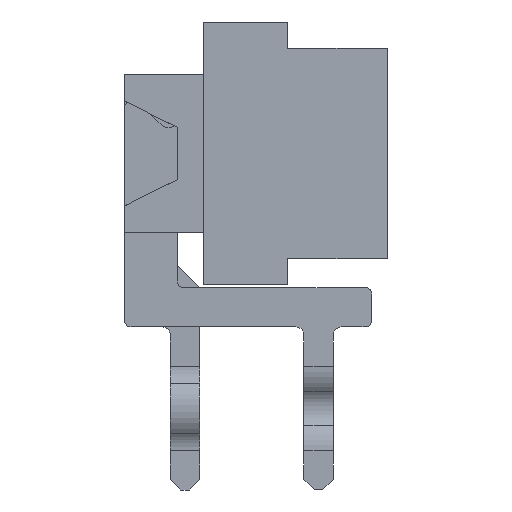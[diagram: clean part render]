
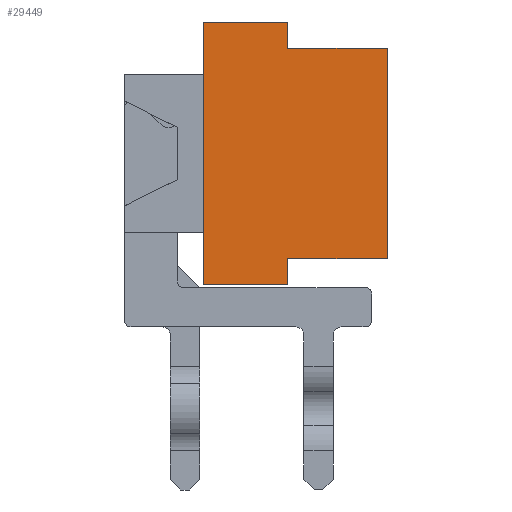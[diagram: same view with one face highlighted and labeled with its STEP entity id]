
A CAD part, front view. The second image highlights one B-rep face of the part: STEP entity #29449.
In plain terms, the highlighted face is planar.
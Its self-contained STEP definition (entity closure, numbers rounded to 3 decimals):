
#933=PLANE('',#31968);
#2967=LINE('',#45781,#6410);
#2978=LINE('',#45803,#6421);
#3518=LINE('',#46940,#6961);
#4114=LINE('',#48119,#7557);
#4120=LINE('',#48131,#7563);
#4126=LINE('',#48141,#7569);
#4130=LINE('',#48147,#7573);
#4131=LINE('',#48149,#7574);
#6410=VECTOR('',#37579,1000.);
#6421=VECTOR('',#37592,1000.);
#6961=VECTOR('',#38498,1000.);
#7557=VECTOR('',#39548,1000.);
#7563=VECTOR('',#39560,1000.);
#7569=VECTOR('',#39570,1000.);
#7573=VECTOR('',#39578,1000.);
#7574=VECTOR('',#39581,1000.);
#15323=ORIENTED_EDGE('',*,*,#20495,.T.);
#15324=ORIENTED_EDGE('',*,*,#20478,.F.);
#15325=ORIENTED_EDGE('',*,*,#20494,.F.);
#15326=ORIENTED_EDGE('',*,*,#19878,.F.);
#15327=ORIENTED_EDGE('',*,*,#19326,.F.);
#15328=ORIENTED_EDGE('',*,*,#19315,.T.);
#15329=ORIENTED_EDGE('',*,*,#20484,.F.);
#15330=ORIENTED_EDGE('',*,*,#20490,.T.);
#19315=EDGE_CURVE('',#22715,#22718,#2967,.T.);
#19326=EDGE_CURVE('',#22715,#22720,#2978,.T.);
#19878=EDGE_CURVE('',#22720,#23143,#3518,.T.);
#20478=EDGE_CURVE('',#23498,#23492,#4114,.T.);
#20484=EDGE_CURVE('',#23501,#22718,#4120,.T.);
#20490=EDGE_CURVE('',#23501,#23503,#4126,.T.);
#20494=EDGE_CURVE('',#23143,#23498,#4130,.T.);
#20495=EDGE_CURVE('',#23503,#23492,#4131,.T.);
#22715=VERTEX_POINT('',#45774);
#22718=VERTEX_POINT('',#45780);
#22720=VERTEX_POINT('',#45785);
#23143=VERTEX_POINT('',#46941);
#23492=VERTEX_POINT('',#48105);
#23498=VERTEX_POINT('',#48118);
#23501=VERTEX_POINT('',#48130);
#23503=VERTEX_POINT('',#48140);
#25927=EDGE_LOOP('',(#15323,#15324,#15325,#15326,#15327,#15328,#15329,#15330));
#27472=FACE_BOUND('',#25927,.T.);
#29449=ADVANCED_FACE('',(#27472),#933,.F.);
#31968=AXIS2_PLACEMENT_3D('',#48148,#39579,#39580);
#37579=DIRECTION('',(0.,0.,-1.));
#37592=DIRECTION('',(0.,1.,0.));
#38498=DIRECTION('',(0.,0.,-1.));
#39548=DIRECTION('',(0.,0.,-1.));
#39560=DIRECTION('',(0.,1.,0.));
#39570=DIRECTION('',(0.,0.,-1.));
#39578=DIRECTION('',(0.,1.,0.));
#39579=DIRECTION('',(-1.,0.,0.));
#39580=DIRECTION('',(0.,0.,1.));
#39581=DIRECTION('',(0.,1.,0.));
#45774=CARTESIAN_POINT('',(12.46,-2.,3.5));
#45780=CARTESIAN_POINT('',(12.46,-2.,1.6));
#45781=CARTESIAN_POINT('',(12.46,-2.,3.5));
#45785=CARTESIAN_POINT('',(12.46,2.,3.5));
#45803=CARTESIAN_POINT('',(12.46,-2.,3.5));
#46940=CARTESIAN_POINT('',(12.46,2.,3.5));
#46941=CARTESIAN_POINT('',(12.46,2.,1.6));
#48105=CARTESIAN_POINT('',(12.46,2.5,0.));
#48118=CARTESIAN_POINT('',(12.46,2.5,1.6));
#48119=CARTESIAN_POINT('',(12.46,2.5,1.6));
#48130=CARTESIAN_POINT('',(12.46,-2.5,1.6));
#48131=CARTESIAN_POINT('',(12.46,-2.5,1.6));
#48140=CARTESIAN_POINT('',(12.46,-2.5,0.));
#48141=CARTESIAN_POINT('',(12.46,-2.5,1.6));
#48147=CARTESIAN_POINT('',(12.46,-2.5,1.6));
#48148=CARTESIAN_POINT('',(12.46,-2.5,1.6));
#48149=CARTESIAN_POINT('',(12.46,-2.5,0.));
